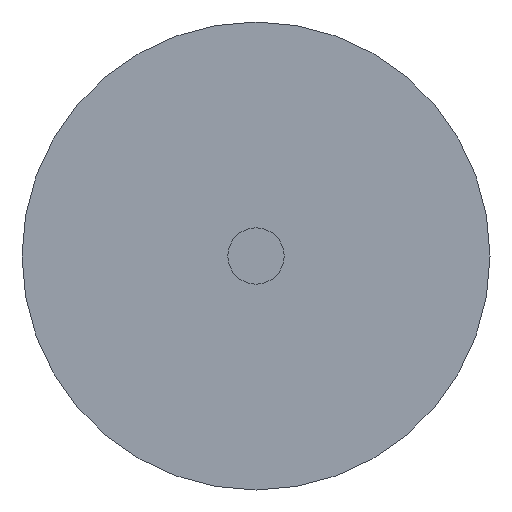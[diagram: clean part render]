
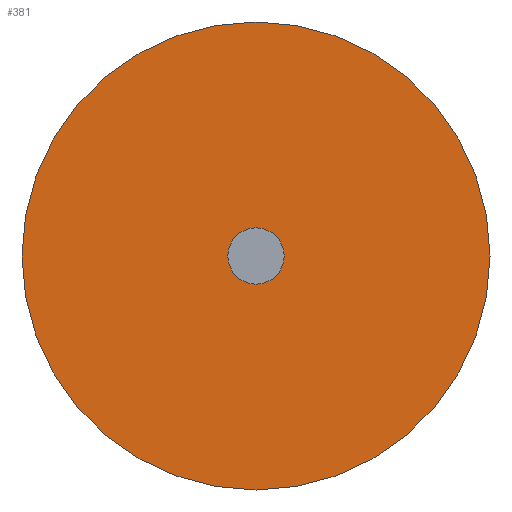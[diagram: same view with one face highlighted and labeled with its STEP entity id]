
A CAD part, front view. The second image highlights one B-rep face of the part: STEP entity #381.
In plain terms, the highlighted planar face has unit normal (0, -1, 0).
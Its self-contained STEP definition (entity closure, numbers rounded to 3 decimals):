
#28 = DIRECTION ( 'NONE',  ( 0., 0., -1. ) ) ;
#36 = PLANE ( 'NONE',  #310 ) ;
#40 = CARTESIAN_POINT ( 'NONE',  ( 5., 0., 0. ) ) ;
#57 = DIRECTION ( 'NONE',  ( 0., -1., 0. ) ) ;
#70 = DIRECTION ( 'NONE',  ( 0., -1., 0. ) ) ;
#85 = CARTESIAN_POINT ( 'NONE',  ( 0., 0., -5. ) ) ;
#97 = DIRECTION ( 'NONE',  ( 0., 0., -1. ) ) ;
#98 = DIRECTION ( 'NONE',  ( 0., -1., 0. ) ) ;
#99 = CARTESIAN_POINT ( 'NONE',  ( 0., 0., 0. ) ) ;
#108 = DIRECTION ( 'NONE',  ( 0., 0., -1. ) ) ;
#114 = DIRECTION ( 'NONE',  ( 0., 0., -1. ) ) ;
#115 = DIRECTION ( 'NONE',  ( 0., -1., 0. ) ) ;
#118 = CARTESIAN_POINT ( 'NONE',  ( 0., 0., -41.5 ) ) ;
#119 = DIRECTION ( 'NONE',  ( 0., -1., 0. ) ) ;
#122 = CARTESIAN_POINT ( 'NONE',  ( 0., 0., 0. ) ) ;
#137 = CARTESIAN_POINT ( 'NONE',  ( 0., 0., 0. ) ) ;
#153 = CARTESIAN_POINT ( 'NONE',  ( 0., 0., 0. ) ) ;
#174 = CARTESIAN_POINT ( 'NONE',  ( 0., 0., 41.5 ) ) ;
#177 = DIRECTION ( 'NONE',  ( 0., 0., -1. ) ) ;
#187 = CARTESIAN_POINT ( 'NONE',  ( 0., 0., 5. ) ) ;
#192 = AXIS2_PLACEMENT_3D ( 'NONE', #153, #119, #108 ) ;
#198 = AXIS2_PLACEMENT_3D ( 'NONE', #99, #98, #97 ) ;
#203 = AXIS2_PLACEMENT_3D ( 'NONE', #122, #115, #114 ) ;
#217 = FACE_OUTER_BOUND ( 'NONE', #269, .T. ) ;
#219 = FACE_BOUND ( 'NONE', #276, .T. ) ;
#227 = CIRCLE ( 'NONE', #305, 5. ) ;
#240 = EDGE_CURVE ( 'NONE', #349, #351, #362, .T. ) ;
#245 = ORIENTED_EDGE ( 'NONE', *, *, #369, .F. ) ;
#248 = ORIENTED_EDGE ( 'NONE', *, *, #318, .F. ) ;
#251 = ORIENTED_EDGE ( 'NONE', *, *, #240, .T. ) ;
#269 = EDGE_LOOP ( 'NONE', ( #282, #251 ) ) ;
#276 = EDGE_LOOP ( 'NONE', ( #248, #245 ) ) ;
#282 = ORIENTED_EDGE ( 'NONE', *, *, #323, .T. ) ;
#305 = AXIS2_PLACEMENT_3D ( 'NONE', #137, #57, #28 ) ;
#310 = AXIS2_PLACEMENT_3D ( 'NONE', #40, #70, #177 ) ;
#318 = EDGE_CURVE ( 'NONE', #329, #328, #358, .T. ) ;
#323 = EDGE_CURVE ( 'NONE', #351, #349, #340, .T. ) ;
#328 = VERTEX_POINT ( 'NONE', #187 ) ;
#329 = VERTEX_POINT ( 'NONE', #85 ) ;
#340 = CIRCLE ( 'NONE', #203, 41.5 ) ;
#349 = VERTEX_POINT ( 'NONE', #174 ) ;
#351 = VERTEX_POINT ( 'NONE', #118 ) ;
#358 = CIRCLE ( 'NONE', #198, 5. ) ;
#362 = CIRCLE ( 'NONE', #192, 41.5 ) ;
#369 = EDGE_CURVE ( 'NONE', #328, #329, #227, .T. ) ;
#381 = ADVANCED_FACE ( 'NONE', ( #217, #219 ), #36, .T. ) ;
